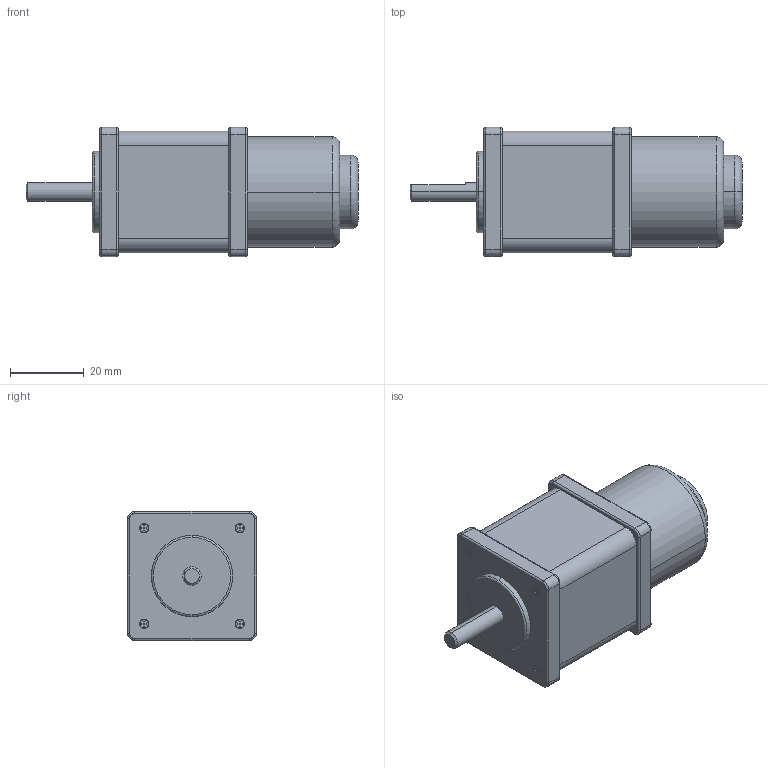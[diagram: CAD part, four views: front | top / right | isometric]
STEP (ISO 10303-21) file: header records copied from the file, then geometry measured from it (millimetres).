
FILE_DESCRIPTION((''),'2;1');
FILE_NAME('PRT0001','2017-04-07T',('Administrator'),(''),'PRO/ENGINEER BY PARAMETRIC TECHNOLOGY CORPORATION, 2010100','PRO/ENGINEER BY PARAMETRIC TECHNOLOGY CORPORATION, 2010100','');
FILE_SCHEMA(('CONFIG_CONTROL_DESIGN'));
Length unit declared in the file: millimetre
Products named in the file (1): PRT0001
Bounding box: 90 x 35 x 35 mm (x, y, z)
Volume: 64642.6 mm3; surface area: 10749.3 mm2
Topology: 1 solids, 1 shells, 158 faces, 374 edges, 236 vertices
Faces by surface type: plane 82, cylinder 52, torus 22, cone 2
Entity records: 4579 total; most frequent: DIRECTION 824, CARTESIAN_POINT 779, ORIENTED_EDGE 748, EDGE_CURVE 374, AXIS2_PLACEMENT_3D 294, VECTOR 236, LINE 236, VERTEX_POINT 236
